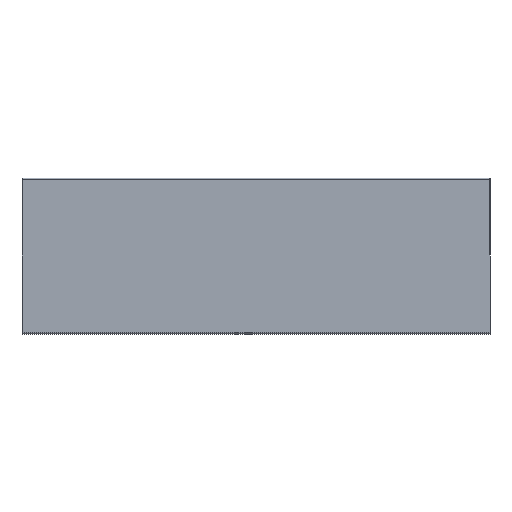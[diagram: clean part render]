
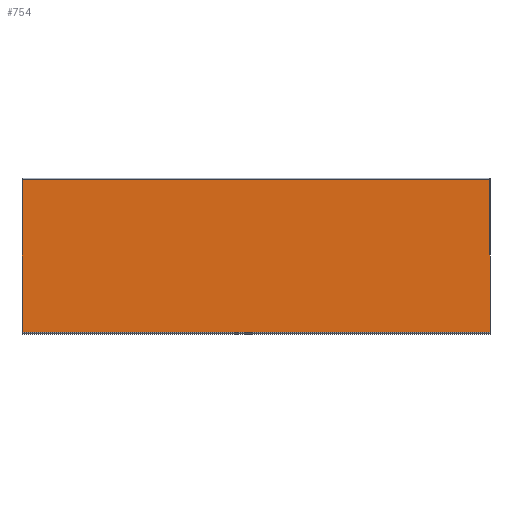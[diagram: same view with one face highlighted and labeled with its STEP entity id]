
A CAD part, front view. The second image highlights one B-rep face of the part: STEP entity #754.
In plain terms, the highlighted planar face has unit normal (0, -1, 0).
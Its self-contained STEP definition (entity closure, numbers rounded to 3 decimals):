
#734=AXIS2_PLACEMENT_3D('Plane Axis2P3D',#731,#732,#733) ;
#572=CARTESIAN_POINT('Vertex',(0.,0.,2.286)) ;
#636=CARTESIAN_POINT('Line Origine',(-304.8,0.,2.286)) ;
#640=CARTESIAN_POINT('Vertex',(-609.6,0.,2.286)) ;
#672=CARTESIAN_POINT('Vertex',(0.,0.,200.914)) ;
#675=CARTESIAN_POINT('Line Origine',(0.,0.,101.6)) ;
#731=CARTESIAN_POINT('Axis2P3D Location',(0.,0.,203.2)) ;
#736=CARTESIAN_POINT('Line Origine',(-304.8,0.,200.914)) ;
#740=CARTESIAN_POINT('Vertex',(-609.6,0.,200.914)) ;
#743=CARTESIAN_POINT('Line Origine',(-609.6,0.,101.6)) ;
#637=DIRECTION('Vector Direction',(1.,0.,0.)) ;
#676=DIRECTION('Vector Direction',(0.,0.,1.)) ;
#732=DIRECTION('Axis2P3D Direction',(0.,-1.,0.)) ;
#733=DIRECTION('Axis2P3D XDirection',(0.,0.,-1.)) ;
#737=DIRECTION('Vector Direction',(1.,0.,0.)) ;
#744=DIRECTION('Vector Direction',(0.,0.,-1.)) ;
#638=VECTOR('Line Direction',#637,1.) ;
#677=VECTOR('Line Direction',#676,1.) ;
#738=VECTOR('Line Direction',#737,1.) ;
#745=VECTOR('Line Direction',#744,1.) ;
#749=ORIENTED_EDGE('',*,*,#642,.T.) ;
#750=ORIENTED_EDGE('',*,*,#679,.T.) ;
#751=ORIENTED_EDGE('',*,*,#742,.F.) ;
#752=ORIENTED_EDGE('',*,*,#747,.F.) ;
#754=ADVANCED_FACE('',(#753),#735,.T.) ;
#642=EDGE_CURVE('',#641,#573,#639,.T.) ;
#679=EDGE_CURVE('',#573,#673,#678,.T.) ;
#742=EDGE_CURVE('',#741,#673,#739,.T.) ;
#747=EDGE_CURVE('',#641,#741,#746,.F.) ;
#748=EDGE_LOOP('',(#749,#750,#751,#752)) ;
#753=FACE_OUTER_BOUND('',#748,.T.) ;
#639=LINE('Line',#636,#638) ;
#678=LINE('Line',#675,#677) ;
#739=LINE('Line',#736,#738) ;
#746=LINE('Line',#743,#745) ;
#735=PLANE('',#734) ;
#573=VERTEX_POINT('',#572) ;
#641=VERTEX_POINT('',#640) ;
#673=VERTEX_POINT('',#672) ;
#741=VERTEX_POINT('',#740) ;
